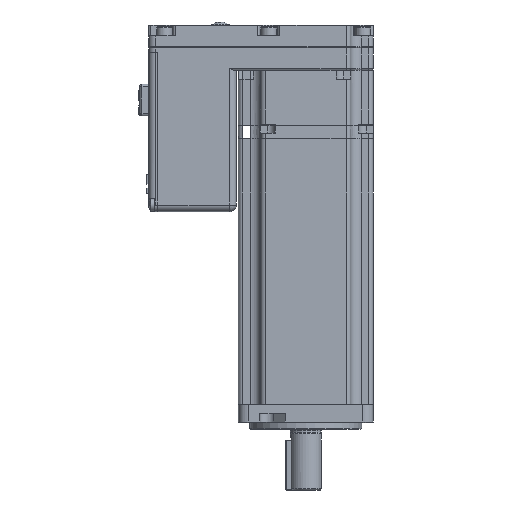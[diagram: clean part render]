
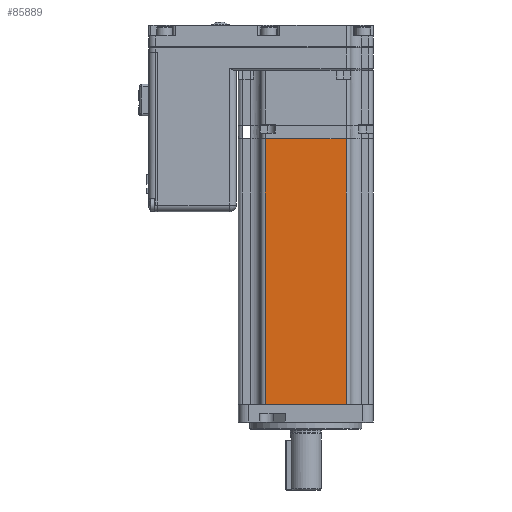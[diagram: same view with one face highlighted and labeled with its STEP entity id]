
A CAD part, front view. The second image highlights one B-rep face of the part: STEP entity #85889.
In plain terms, the highlighted planar face has unit normal (0, -1, 0).
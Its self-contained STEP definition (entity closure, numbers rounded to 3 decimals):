
#142 = AXIS2_PLACEMENT_3D ( 'NONE', #107508, #68315, #49790 ) ;
#937 = PLANE ( 'NONE',  #142 ) ;
#2841 = VERTEX_POINT ( 'NONE', #84594 ) ;
#6221 = EDGE_CURVE ( 'NONE', #117857, #2841, #6767, .T. ) ;
#6767 = LINE ( 'NONE', #13674, #54985 ) ;
#7722 = LINE ( 'NONE', #122570, #120920 ) ;
#12543 = DIRECTION ( 'NONE',  ( 0., 0., -1. ) ) ;
#13259 = DIRECTION ( 'NONE',  ( 1., 0., 0. ) ) ;
#13674 = CARTESIAN_POINT ( 'NONE',  ( 9.433, -30.734, 63. ) ) ;
#31407 = CARTESIAN_POINT ( 'NONE',  ( 21.433, -30.734, 63. ) ) ;
#37269 = LINE ( 'NONE', #40727, #124835 ) ;
#40727 = CARTESIAN_POINT ( 'NONE',  ( 57.433, -30.734, 67.75 ) ) ;
#46646 = CARTESIAN_POINT ( 'NONE',  ( 21.433, -30.734, -55.5 ) ) ;
#49790 = DIRECTION ( 'NONE',  ( -1., 0., 0. ) ) ;
#54985 = VECTOR ( 'NONE', #13259, 1000. ) ;
#55089 = VERTEX_POINT ( 'NONE', #46646 ) ;
#56646 = EDGE_CURVE ( 'NONE', #78441, #55089, #7722, .T. ) ;
#58888 = ORIENTED_EDGE ( 'NONE', *, *, #59557, .T. ) ;
#59557 = EDGE_CURVE ( 'NONE', #78441, #2841, #37269, .T. ) ;
#60327 = FACE_OUTER_BOUND ( 'NONE', #62410, .T. ) ;
#62410 = EDGE_LOOP ( 'NONE', ( #120866, #87084, #58888, #92469 ) ) ;
#68315 = DIRECTION ( 'NONE',  ( 0., 1., 0. ) ) ;
#69733 = EDGE_CURVE ( 'NONE', #117857, #55089, #100157, .T. ) ;
#70666 = CARTESIAN_POINT ( 'NONE',  ( 21.433, -30.734, 67.75 ) ) ;
#78441 = VERTEX_POINT ( 'NONE', #95262 ) ;
#84594 = CARTESIAN_POINT ( 'NONE',  ( 57.433, -30.734, 63. ) ) ;
#85889 = ADVANCED_FACE ( 'NONE', ( #60327 ), #937, .F. ) ;
#87084 = ORIENTED_EDGE ( 'NONE', *, *, #56646, .F. ) ;
#92469 = ORIENTED_EDGE ( 'NONE', *, *, #6221, .F. ) ;
#95262 = CARTESIAN_POINT ( 'NONE',  ( 57.433, -30.734, -55.5 ) ) ;
#100157 = LINE ( 'NONE', #70666, #110654 ) ;
#107508 = CARTESIAN_POINT ( 'NONE',  ( 19.433, -30.734, 67.75 ) ) ;
#108114 = DIRECTION ( 'NONE',  ( 0., 0., 1. ) ) ;
#110654 = VECTOR ( 'NONE', #12543, 1000. ) ;
#117857 = VERTEX_POINT ( 'NONE', #31407 ) ;
#120866 = ORIENTED_EDGE ( 'NONE', *, *, #69733, .T. ) ;
#120920 = VECTOR ( 'NONE', #124228, 1000. ) ;
#122570 = CARTESIAN_POINT ( 'NONE',  ( 57.433, -30.734, -55.5 ) ) ;
#124228 = DIRECTION ( 'NONE',  ( -1., 0., 0. ) ) ;
#124835 = VECTOR ( 'NONE', #108114, 1000. ) ;
